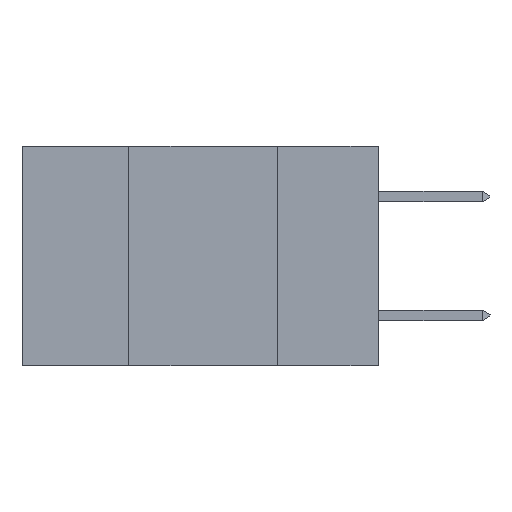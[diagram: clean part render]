
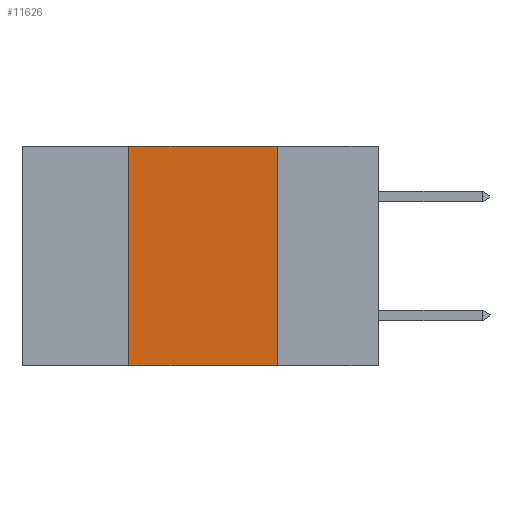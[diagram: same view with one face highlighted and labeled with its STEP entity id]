
A CAD part, left-side view. The second image highlights one B-rep face of the part: STEP entity #11626.
In plain terms, the highlighted planar face has unit normal (-1, 0, 0).
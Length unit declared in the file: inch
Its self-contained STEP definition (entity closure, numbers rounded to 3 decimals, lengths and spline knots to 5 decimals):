
#1430 = ORIENTED_EDGE ( 'NONE', *, *, #23019, .F. ) ;
#3431 = VECTOR ( 'NONE', #20354, 39.37008 ) ;
#3695 = CARTESIAN_POINT ( 'NONE',  ( 0., 0.42, 0. ) ) ;
#4322 = ORIENTED_EDGE ( 'NONE', *, *, #4637, .F. ) ;
#4540 = VERTEX_POINT ( 'NONE', #23717 ) ;
#4637 = EDGE_CURVE ( 'NONE', #17957, #16947, #12976, .T. ) ;
#6508 = FACE_OUTER_BOUND ( 'NONE', #9822, .T. ) ;
#7275 = DIRECTION ( 'NONE',  ( 0., -1., 0. ) ) ;
#7582 = CARTESIAN_POINT ( 'NONE',  ( 0., 0.6, 0. ) ) ;
#8076 = DIRECTION ( 'NONE',  ( 0., 0., 1. ) ) ;
#8079 = CARTESIAN_POINT ( 'NONE',  ( 0., 0.42, -0.37 ) ) ;
#9433 = VECTOR ( 'NONE', #7275, 39.37008 ) ;
#9812 = AXIS2_PLACEMENT_3D ( 'NONE', #7582, #25863, #23998 ) ;
#9822 = EDGE_LOOP ( 'NONE', ( #1430, #20095, #4322, #24085 ) ) ;
#10456 = CARTESIAN_POINT ( 'NONE',  ( 0., 0.42, 0. ) ) ;
#11299 = CARTESIAN_POINT ( 'NONE',  ( 0., 0.6, -0.37 ) ) ;
#11626 = ADVANCED_FACE ( 'NONE', ( #6508 ), #13842, .F. ) ;
#12976 = LINE ( 'NONE', #10456, #25719 ) ;
#13842 = PLANE ( 'NONE',  #9812 ) ;
#13925 = LINE ( 'NONE', #20183, #3431 ) ;
#14130 = DIRECTION ( 'NONE',  ( 0., 0., -1. ) ) ;
#14383 = LINE ( 'NONE', #24201, #20456 ) ;
#16947 = VERTEX_POINT ( 'NONE', #3695 ) ;
#17957 = VERTEX_POINT ( 'NONE', #8079 ) ;
#19536 = VERTEX_POINT ( 'NONE', #23773 ) ;
#20095 = ORIENTED_EDGE ( 'NONE', *, *, #25219, .F. ) ;
#20183 = CARTESIAN_POINT ( 'NONE',  ( 0., 0.6, 0. ) ) ;
#20354 = DIRECTION ( 'NONE',  ( 0., -1., 0. ) ) ;
#20456 = VECTOR ( 'NONE', #14130, 39.37008 ) ;
#22866 = LINE ( 'NONE', #11299, #9433 ) ;
#23019 = EDGE_CURVE ( 'NONE', #4540, #19536, #14383, .T. ) ;
#23717 = CARTESIAN_POINT ( 'NONE',  ( 0., 0.17, 0. ) ) ;
#23773 = CARTESIAN_POINT ( 'NONE',  ( 0., 0.17, -0.37 ) ) ;
#23998 = DIRECTION ( 'NONE',  ( 0., 0., -1. ) ) ;
#24085 = ORIENTED_EDGE ( 'NONE', *, *, #25023, .T. ) ;
#24201 = CARTESIAN_POINT ( 'NONE',  ( 0., 0.17, 0. ) ) ;
#25023 = EDGE_CURVE ( 'NONE', #17957, #19536, #22866, .T. ) ;
#25219 = EDGE_CURVE ( 'NONE', #16947, #4540, #13925, .T. ) ;
#25719 = VECTOR ( 'NONE', #8076, 39.37008 ) ;
#25863 = DIRECTION ( 'NONE',  ( 1., 0., 0. ) ) ;
